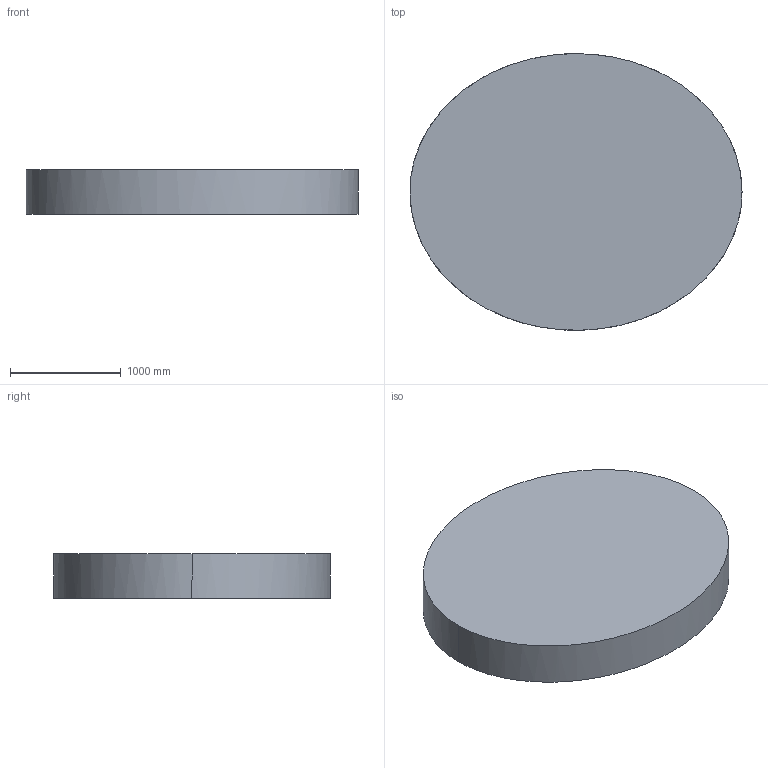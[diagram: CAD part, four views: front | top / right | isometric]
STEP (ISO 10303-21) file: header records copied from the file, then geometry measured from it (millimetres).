
FILE_DESCRIPTION(('CATIA V5 STEP Exchange'),'2;1');
FILE_NAME('Mirror_v4.stp','2024-05-13T22:38:34+00:00',('none'),('none'),'CATIA Version 5 Release 20 GA (IN-10)','CATIA V5 STEP AP203','none');
FILE_SCHEMA(('CONFIG_CONTROL_DESIGN'));
Length unit declared in the file: millimetre
Products named in the file (1): Envelope_v2
Bounding box: 3000 x 2499.88 x 400 mm (x, y, z)
Volume: 1114763609.5 mm3; surface area: 25625017.7 mm2
Topology: 1 solids, 1 shells, 120 faces, 523 edges, 424 vertices
Faces by surface type: plane 72, cylinder 31, extrusion 17
Entity records: 5581 total; most frequent: CARTESIAN_POINT 1447, ORIENTED_EDGE 1046, DIRECTION 596, EDGE_CURVE 523, VERTEX_POINT 424, VECTOR 296, LINE 279, AXIS2_PLACEMENT_3D 206
